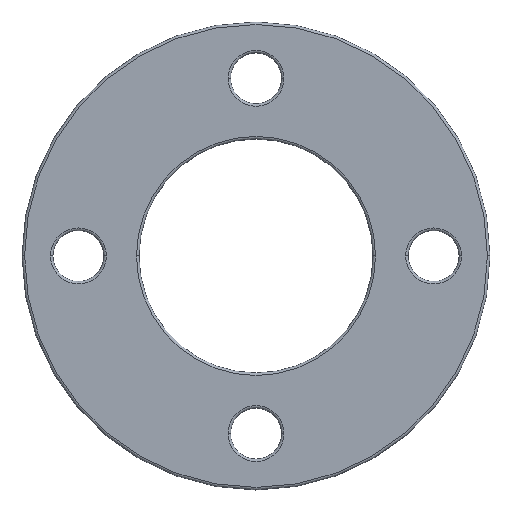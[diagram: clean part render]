
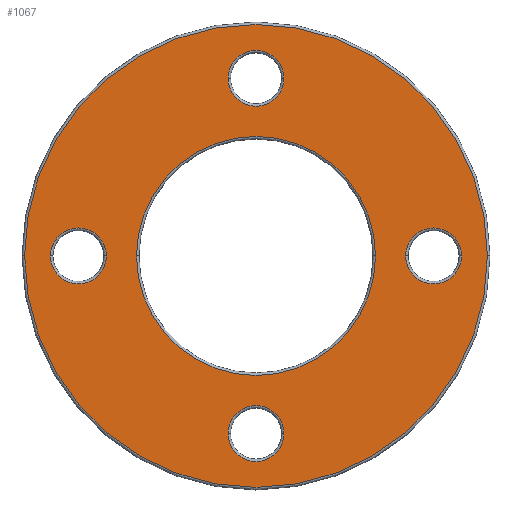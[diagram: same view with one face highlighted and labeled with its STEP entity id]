
A CAD part, top view. The second image highlights one B-rep face of the part: STEP entity #1067.
In plain terms, the highlighted planar face has unit normal (0, 0, 1).
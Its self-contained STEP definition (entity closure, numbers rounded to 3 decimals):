
#3 = CARTESIAN_POINT ( 'NONE',  ( -80.85, 0., 18. ) ) ;
#9 = CIRCLE ( 'NONE', #828, 11. ) ;
#14 = DIRECTION ( 'NONE',  ( 1., 0., 0. ) ) ;
#16 = CARTESIAN_POINT ( 'NONE',  ( 11., -69.85, 18. ) ) ;
#21 = CARTESIAN_POINT ( 'NONE',  ( 0., -69.85, 18. ) ) ;
#29 = EDGE_CURVE ( 'NONE', #518, #1145, #920, .T. ) ;
#30 = CIRCLE ( 'NONE', #213, 11. ) ;
#43 = ORIENTED_EDGE ( 'NONE', *, *, #986, .T. ) ;
#59 = CARTESIAN_POINT ( 'NONE',  ( 0., 0., 18. ) ) ;
#75 = EDGE_LOOP ( 'NONE', ( #43, #904 ) ) ;
#96 = AXIS2_PLACEMENT_3D ( 'NONE', #191, #896, #14 ) ;
#140 = DIRECTION ( 'NONE',  ( 0., 0., -1. ) ) ;
#151 = EDGE_CURVE ( 'NONE', #956, #422, #1114, .T. ) ;
#168 = CIRCLE ( 'NONE', #824, 11. ) ;
#183 = VERTEX_POINT ( 'NONE', #447 ) ;
#184 = DIRECTION ( 'NONE',  ( 0., 0., -1. ) ) ;
#191 = CARTESIAN_POINT ( 'NONE',  ( 69.85, 0., 18. ) ) ;
#212 = DIRECTION ( 'NONE',  ( 0., 0., 1. ) ) ;
#213 = AXIS2_PLACEMENT_3D ( 'NONE', #288, #568, #479 ) ;
#221 = CARTESIAN_POINT ( 'NONE',  ( 0., 0., 18. ) ) ;
#222 = FACE_BOUND ( 'NONE', #690, .T. ) ;
#223 = CIRCLE ( 'NONE', #315, 11. ) ;
#233 = DIRECTION ( 'NONE',  ( 0., 0., 1. ) ) ;
#258 = CARTESIAN_POINT ( 'NONE',  ( 91., 0., 18. ) ) ;
#276 = EDGE_LOOP ( 'NONE', ( #516, #405 ) ) ;
#278 = CARTESIAN_POINT ( 'NONE',  ( 0., 69.85, 18. ) ) ;
#284 = CARTESIAN_POINT ( 'NONE',  ( 58.85, 0., 18. ) ) ;
#288 = CARTESIAN_POINT ( 'NONE',  ( 0., -69.85, 18. ) ) ;
#294 = EDGE_CURVE ( 'NONE', #861, #722, #30, .T. ) ;
#299 = CARTESIAN_POINT ( 'NONE',  ( -58.85, 0., 18. ) ) ;
#303 = CARTESIAN_POINT ( 'NONE',  ( 0., 0., 18. ) ) ;
#308 = FACE_BOUND ( 'NONE', #75, .T. ) ;
#315 = AXIS2_PLACEMENT_3D ( 'NONE', #322, #569, #1030 ) ;
#322 = CARTESIAN_POINT ( 'NONE',  ( 0., 69.85, 18. ) ) ;
#356 = EDGE_CURVE ( 'NONE', #1145, #518, #1048, .T. ) ;
#360 = AXIS2_PLACEMENT_3D ( 'NONE', #730, #816, #1107 ) ;
#370 = DIRECTION ( 'NONE',  ( 0., 0., -1. ) ) ;
#382 = AXIS2_PLACEMENT_3D ( 'NONE', #391, #212, #501 ) ;
#389 = CARTESIAN_POINT ( 'NONE',  ( 11., 69.85, 18. ) ) ;
#391 = CARTESIAN_POINT ( 'NONE',  ( 0., 0., 18. ) ) ;
#398 = FACE_BOUND ( 'NONE', #276, .T. ) ;
#404 = FACE_OUTER_BOUND ( 'NONE', #498, .T. ) ;
#405 = ORIENTED_EDGE ( 'NONE', *, *, #294, .T. ) ;
#419 = DIRECTION ( 'NONE',  ( 0., 0., 1. ) ) ;
#422 = VERTEX_POINT ( 'NONE', #484 ) ;
#447 = CARTESIAN_POINT ( 'NONE',  ( 47., 0., 18. ) ) ;
#453 = CARTESIAN_POINT ( 'NONE',  ( -11., -69.85, 18. ) ) ;
#454 = ORIENTED_EDGE ( 'NONE', *, *, #729, .T. ) ;
#457 = EDGE_CURVE ( 'NONE', #183, #788, #891, .T. ) ;
#479 = DIRECTION ( 'NONE',  ( 1., 0., 0. ) ) ;
#484 = CARTESIAN_POINT ( 'NONE',  ( 80.85, 0., 18. ) ) ;
#498 = EDGE_LOOP ( 'NONE', ( #898, #794 ) ) ;
#501 = DIRECTION ( 'NONE',  ( 1., 0., 0. ) ) ;
#510 = VERTEX_POINT ( 'NONE', #3 ) ;
#516 = ORIENTED_EDGE ( 'NONE', *, *, #1013, .T. ) ;
#518 = VERTEX_POINT ( 'NONE', #258 ) ;
#524 = EDGE_LOOP ( 'NONE', ( #897, #967 ) ) ;
#542 = AXIS2_PLACEMENT_3D ( 'NONE', #59, #419, #664 ) ;
#556 = DIRECTION ( 'NONE',  ( 1., 0., 0. ) ) ;
#568 = DIRECTION ( 'NONE',  ( 0., 0., -1. ) ) ;
#569 = DIRECTION ( 'NONE',  ( 0., 0., -1. ) ) ;
#586 = CIRCLE ( 'NONE', #1156, 47. ) ;
#597 = DIRECTION ( 'NONE',  ( 1., 0., 0. ) ) ;
#605 = AXIS2_PLACEMENT_3D ( 'NONE', #807, #721, #556 ) ;
#614 = VERTEX_POINT ( 'NONE', #899 ) ;
#664 = DIRECTION ( 'NONE',  ( 1., 0., 0. ) ) ;
#677 = AXIS2_PLACEMENT_3D ( 'NONE', #21, #140, #1034 ) ;
#678 = EDGE_CURVE ( 'NONE', #717, #614, #168, .T. ) ;
#683 = AXIS2_PLACEMENT_3D ( 'NONE', #221, #940, #866 ) ;
#684 = CARTESIAN_POINT ( 'NONE',  ( 0., 0., 18. ) ) ;
#687 = ORIENTED_EDGE ( 'NONE', *, *, #747, .T. ) ;
#690 = EDGE_LOOP ( 'NONE', ( #876, #1058 ) ) ;
#717 = VERTEX_POINT ( 'NONE', #389 ) ;
#721 = DIRECTION ( 'NONE',  ( 0., 0., -1. ) ) ;
#722 = VERTEX_POINT ( 'NONE', #16 ) ;
#729 = EDGE_CURVE ( 'NONE', #510, #1039, #865, .T. ) ;
#730 = CARTESIAN_POINT ( 'NONE',  ( -69.85, 0., 18. ) ) ;
#733 = CIRCLE ( 'NONE', #677, 11. ) ;
#739 = DIRECTION ( 'NONE',  ( 1., 0., 0. ) ) ;
#747 = EDGE_CURVE ( 'NONE', #1039, #510, #9, .T. ) ;
#761 = FACE_BOUND ( 'NONE', #962, .T. ) ;
#788 = VERTEX_POINT ( 'NONE', #939 ) ;
#794 = ORIENTED_EDGE ( 'NONE', *, *, #356, .T. ) ;
#807 = CARTESIAN_POINT ( 'NONE',  ( 69.85, 0., 18. ) ) ;
#816 = DIRECTION ( 'NONE',  ( 0., 0., -1. ) ) ;
#823 = AXIS2_PLACEMENT_3D ( 'NONE', #684, #233, #597 ) ;
#824 = AXIS2_PLACEMENT_3D ( 'NONE', #278, #370, #917 ) ;
#828 = AXIS2_PLACEMENT_3D ( 'NONE', #1008, #184, #739 ) ;
#849 = DIRECTION ( 'NONE',  ( 1., 0., 0. ) ) ;
#861 = VERTEX_POINT ( 'NONE', #453 ) ;
#865 = CIRCLE ( 'NONE', #360, 11. ) ;
#866 = DIRECTION ( 'NONE',  ( 1., 0., 0. ) ) ;
#876 = ORIENTED_EDGE ( 'NONE', *, *, #678, .T. ) ;
#891 = CIRCLE ( 'NONE', #683, 47. ) ;
#896 = DIRECTION ( 'NONE',  ( 0., 0., -1. ) ) ;
#897 = ORIENTED_EDGE ( 'NONE', *, *, #457, .T. ) ;
#898 = ORIENTED_EDGE ( 'NONE', *, *, #29, .T. ) ;
#899 = CARTESIAN_POINT ( 'NONE',  ( -11., 69.85, 18. ) ) ;
#904 = ORIENTED_EDGE ( 'NONE', *, *, #151, .T. ) ;
#917 = DIRECTION ( 'NONE',  ( 1., 0., 0. ) ) ;
#920 = CIRCLE ( 'NONE', #823, 91. ) ;
#925 = CARTESIAN_POINT ( 'NONE',  ( -91., 0., 18. ) ) ;
#939 = CARTESIAN_POINT ( 'NONE',  ( -47., 0., 18. ) ) ;
#940 = DIRECTION ( 'NONE',  ( 0., 0., -1. ) ) ;
#942 = FACE_BOUND ( 'NONE', #524, .T. ) ;
#956 = VERTEX_POINT ( 'NONE', #284 ) ;
#962 = EDGE_LOOP ( 'NONE', ( #687, #454 ) ) ;
#967 = ORIENTED_EDGE ( 'NONE', *, *, #1049, .T. ) ;
#986 = EDGE_CURVE ( 'NONE', #422, #956, #1122, .T. ) ;
#1008 = CARTESIAN_POINT ( 'NONE',  ( -69.85, 0., 18. ) ) ;
#1013 = EDGE_CURVE ( 'NONE', #722, #861, #733, .T. ) ;
#1023 = PLANE ( 'NONE',  #382 ) ;
#1030 = DIRECTION ( 'NONE',  ( 1., 0., 0. ) ) ;
#1034 = DIRECTION ( 'NONE',  ( 1., 0., 0. ) ) ;
#1039 = VERTEX_POINT ( 'NONE', #299 ) ;
#1048 = CIRCLE ( 'NONE', #542, 91. ) ;
#1049 = EDGE_CURVE ( 'NONE', #788, #183, #586, .T. ) ;
#1050 = DIRECTION ( 'NONE',  ( 0., 0., -1. ) ) ;
#1058 = ORIENTED_EDGE ( 'NONE', *, *, #1117, .T. ) ;
#1067 = ADVANCED_FACE ( 'NONE', ( #761, #308, #942, #404, #222, #398 ), #1023, .T. ) ;
#1107 = DIRECTION ( 'NONE',  ( 1., 0., 0. ) ) ;
#1114 = CIRCLE ( 'NONE', #96, 11. ) ;
#1117 = EDGE_CURVE ( 'NONE', #614, #717, #223, .T. ) ;
#1122 = CIRCLE ( 'NONE', #605, 11. ) ;
#1145 = VERTEX_POINT ( 'NONE', #925 ) ;
#1156 = AXIS2_PLACEMENT_3D ( 'NONE', #303, #1050, #849 ) ;
